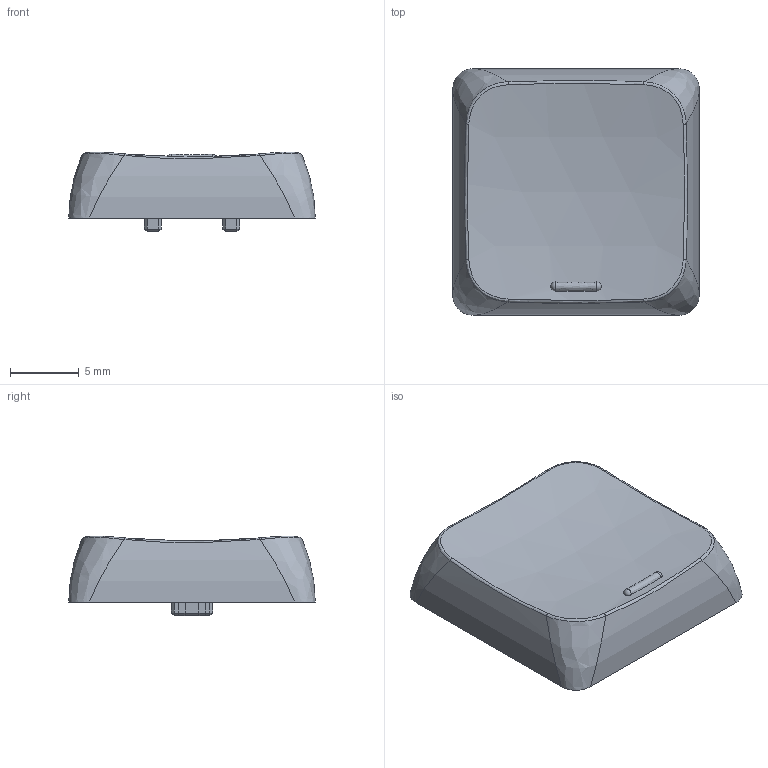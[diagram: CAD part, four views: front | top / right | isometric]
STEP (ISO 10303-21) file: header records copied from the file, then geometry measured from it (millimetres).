
FILE_DESCRIPTION(/* description */ (''),/* implementation_level */ '2;1');
FILE_NAME(/* name */ 'kailh_choc_v1_home_white.step',/* time_stamp */ '2024-03-03T13:20:01+01:00',/* author */ (''),/* organization */ (''),/* preprocessor_version */ 'ST-DEVELOPER v20',/* originating_system */ 'Autodesk Translation Framework v12.14.0.127',/* authorisation */ '');
FILE_SCHEMA (('AUTOMOTIVE_DESIGN { 1 0 10303 214 3 1 1 }'));
Length unit declared in the file: millimetre
Products named in the file (1): Kailh Choc FunkMonk home
Bounding box: 17.9 x 17.9 x 5.78 mm (x, y, z)
Volume: 522.9 mm3; surface area: 1119.8 mm2
Topology: 1 solids, 1 shells, 129 faces, 326 edges, 204 vertices
Faces by surface type: plane 92, bspline 25, cylinder 8, sphere 4
Entity records: 5159 total; most frequent: CARTESIAN_POINT 2209, ORIENTED_EDGE 652, DIRECTION 502, EDGE_CURVE 326, LINE 240, VECTOR 240, VERTEX_POINT 204, EDGE_LOOP 134
